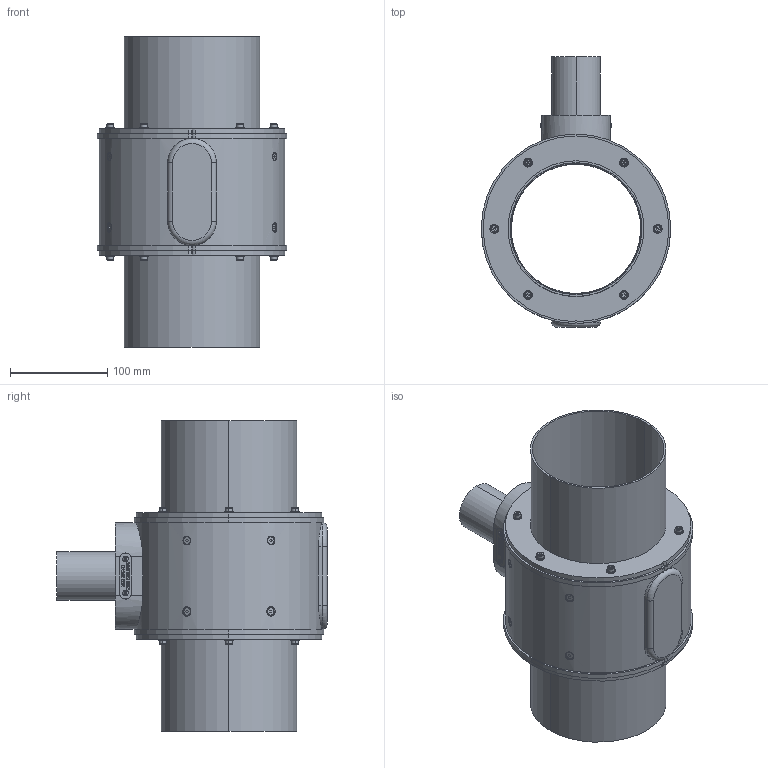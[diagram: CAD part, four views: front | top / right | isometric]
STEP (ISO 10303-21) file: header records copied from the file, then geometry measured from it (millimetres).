
FILE_DESCRIPTION (( 'STEP AP214' ), '1' );
FILE_NAME ('P-133-030-rev-D-BT.STEP', '2023-01-02T08:20:52', ( '' ), ( '' ), 'SwSTEP 2.0', 'SolidWorks 2021', '' );
FILE_SCHEMA (( 'AUTOMOTIVE_DESIGN' ));
Length unit declared in the file: millimetre
Products named in the file (1): P-133-030-rev-D-BT
Bounding box: 195 x 278 x 320.06 mm (x, y, z)
Volume: 2325218.3 mm3; surface area: 359140.3 mm2
Topology: 1 solids, 30 shells, 1273 faces, 3063 edges, 1949 vertices
Faces by surface type: plane 714, cylinder 268, bspline 127, cone 86, torus 70, sphere 8
Entity records: 54047 total; most frequent: CARTESIAN_POINT 12258, ORIENTED_EDGE 6046, DIRECTION 5359, EDGE_CURVE 3023, VERTEX_POINT 1949, AXIS2_PLACEMENT_3D 1921, LINE 1517, VECTOR 1517
